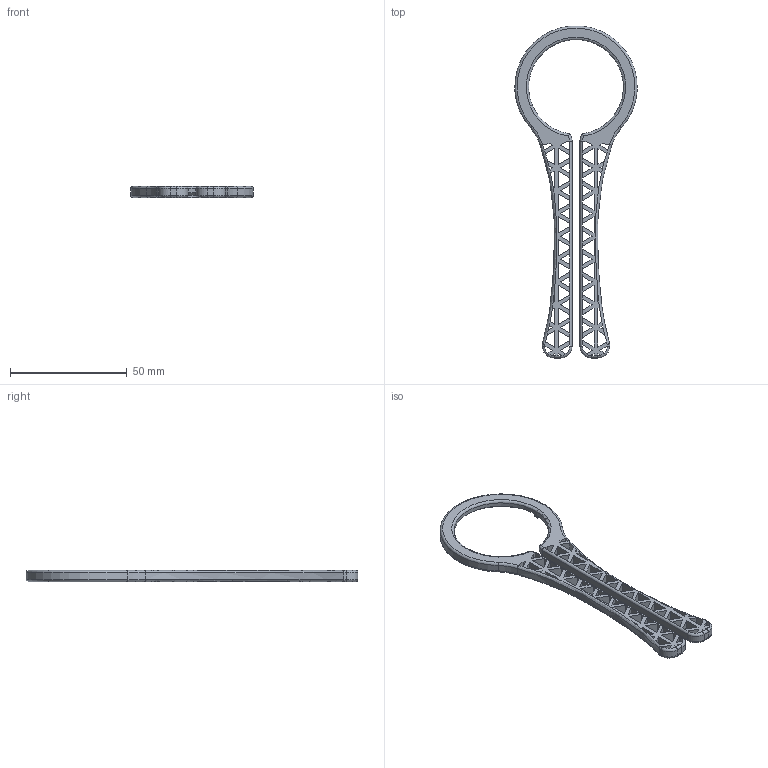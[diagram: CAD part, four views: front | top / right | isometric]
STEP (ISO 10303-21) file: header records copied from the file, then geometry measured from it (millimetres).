
FILE_DESCRIPTION(/* description */ ('STEP AP242','CAx-IF Rec.Pracs.---Representation and Presentation of Product Manufacturing Information (PMI)---4.0---2014-10-13','CAx-IF Rec.Pracs.---3D Tessellated Geometry---0.4---2014-09-14','2;1'),/* implementation_level */ '2;1');
FILE_NAME(/* name */ '683b3e40e207805e3b29fd77',/* time_stamp */ '2025-05-31T17:37:05Z',/* author */ (''),/* organization */ (''),/* preprocessor_version */ 'ST-DEVELOPER v20',/* originating_system */ 'ONSHAPE BY PTC INC, 1.198',/* authorisation */ ' ');
FILE_SCHEMA (('AP242_MANAGED_MODEL_BASED_3D_ENGINEERING_MIM_LF { 1 0 10303 442 1 1 4 }'));
Length unit declared in the file: metre
Products named in the file (1): Part 2
Bounding box: 52.38 x 142.18 x 4.8 mm (x, y, z)
Volume: 8121 mm3; surface area: 10444.6 mm2
Topology: 1 solids, 1 shells, 289 faces, 925 edges, 516 vertices
Faces by surface type: plane 211, cylinder 48, torus 19, bspline 8, cone 3
Entity records: 10225 total; most frequent: CARTESIAN_POINT 2229, ORIENTED_EDGE 1850, DIRECTION 1487, EDGE_CURVE 925, LINE 743, VECTOR 743, VERTEX_POINT 516, AXIS2_PLACEMENT_3D 372
